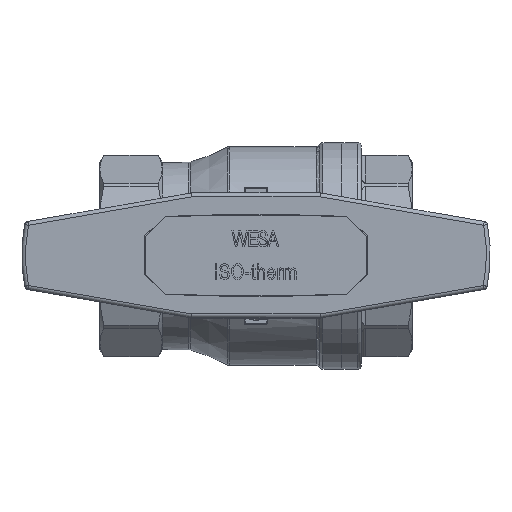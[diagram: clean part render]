
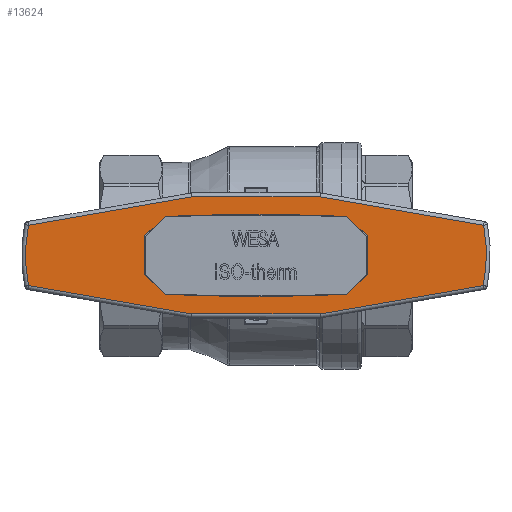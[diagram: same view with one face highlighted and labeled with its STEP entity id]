
A CAD part, top view. The second image highlights one B-rep face of the part: STEP entity #13624.
In plain terms, the highlighted planar face has unit normal (0, 0, 1).
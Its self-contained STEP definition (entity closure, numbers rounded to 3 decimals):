
#474=LINE('',#21810,#1972);
#477=LINE('',#21816,#1975);
#482=LINE('',#21830,#1980);
#484=LINE('',#21833,#1982);
#520=LINE('',#21932,#2018);
#521=LINE('',#21934,#2019);
#522=LINE('',#21936,#2020);
#523=LINE('',#21939,#2021);
#524=LINE('',#21941,#2022);
#525=LINE('',#21945,#2023);
#526=LINE('',#21947,#2024);
#527=LINE('',#21949,#2025);
#1972=VECTOR('',#17575,1000.);
#1975=VECTOR('',#17580,1000.);
#1980=VECTOR('',#17593,1000.);
#1982=VECTOR('',#17597,1000.);
#2018=VECTOR('',#17693,1000.);
#2019=VECTOR('',#17696,1000.);
#2020=VECTOR('',#17699,1000.);
#2021=VECTOR('',#17700,1000.);
#2022=VECTOR('',#17701,1000.);
#2023=VECTOR('',#17704,1000.);
#2024=VECTOR('',#17705,1000.);
#2025=VECTOR('',#17706,1000.);
#3957=ORIENTED_EDGE('',*,*,#7774,.F.);
#3958=ORIENTED_EDGE('',*,*,#7775,.T.);
#3959=ORIENTED_EDGE('',*,*,#7776,.F.);
#3960=ORIENTED_EDGE('',*,*,#7777,.T.);
#3961=ORIENTED_EDGE('',*,*,#7778,.F.);
#3962=ORIENTED_EDGE('',*,*,#7779,.F.);
#3963=ORIENTED_EDGE('',*,*,#7780,.F.);
#3964=ORIENTED_EDGE('',*,*,#7781,.T.);
#3965=ORIENTED_EDGE('',*,*,#7719,.F.);
#3966=ORIENTED_EDGE('',*,*,#7722,.F.);
#3967=ORIENTED_EDGE('',*,*,#7724,.F.);
#3968=ORIENTED_EDGE('',*,*,#7715,.F.);
#3969=ORIENTED_EDGE('',*,*,#7710,.T.);
#3970=ORIENTED_EDGE('',*,*,#7712,.F.);
#3971=ORIENTED_EDGE('',*,*,#7773,.F.);
#3972=ORIENTED_EDGE('',*,*,#7772,.F.);
#7710=EDGE_CURVE('',#9664,#9666,#10894,.T.);
#7712=EDGE_CURVE('',#9667,#9666,#474,.T.);
#7715=EDGE_CURVE('',#9664,#9669,#477,.T.);
#7719=EDGE_CURVE('',#9672,#9670,#10896,.T.);
#7722=EDGE_CURVE('',#9674,#9672,#482,.T.);
#7724=EDGE_CURVE('',#9669,#9674,#484,.T.);
#7772=EDGE_CURVE('',#9670,#9707,#520,.T.);
#7773=EDGE_CURVE('',#9707,#9667,#521,.T.);
#7774=EDGE_CURVE('',#9708,#9709,#522,.T.);
#7775=EDGE_CURVE('',#9708,#9710,#523,.T.);
#7776=EDGE_CURVE('',#9711,#9710,#524,.T.);
#7777=EDGE_CURVE('',#9711,#9712,#10909,.T.);
#7778=EDGE_CURVE('',#9713,#9712,#525,.T.);
#7779=EDGE_CURVE('',#9714,#9713,#526,.T.);
#7780=EDGE_CURVE('',#9715,#9714,#527,.T.);
#7781=EDGE_CURVE('',#9715,#9709,#10910,.T.);
#9664=VERTEX_POINT('',#21801);
#9666=VERTEX_POINT('',#21805);
#9667=VERTEX_POINT('',#21809);
#9669=VERTEX_POINT('',#21814);
#9670=VERTEX_POINT('',#21819);
#9672=VERTEX_POINT('',#21823);
#9674=VERTEX_POINT('',#21829);
#9707=VERTEX_POINT('',#21931);
#9708=VERTEX_POINT('',#21937);
#9709=VERTEX_POINT('',#21938);
#9710=VERTEX_POINT('',#21940);
#9711=VERTEX_POINT('',#21942);
#9712=VERTEX_POINT('',#21944);
#9713=VERTEX_POINT('',#21946);
#9714=VERTEX_POINT('',#21948);
#9715=VERTEX_POINT('',#21950);
#10894=CIRCLE('',#16136,538.206);
#10896=CIRCLE('',#16141,538.206);
#10909=CIRCLE('',#16176,40.25);
#10910=CIRCLE('',#16177,40.25);
#11264=EDGE_LOOP('',(#3957,#3958,#3959,#3960,#3961,#3962,#3963,#3964));
#11265=EDGE_LOOP('',(#3965,#3966,#3967,#3968,#3969,#3970,#3971,#3972));
#12166=FACE_BOUND('',#11264,.T.);
#12167=FACE_BOUND('',#11265,.T.);
#13033=PLANE('',#16175);
#13624=ADVANCED_FACE('',(#12166,#12167),#13033,.T.);
#16136=AXIS2_PLACEMENT_3D('',#21806,#17570,#17571);
#16141=AXIS2_PLACEMENT_3D('',#21824,#17587,#17588);
#16175=AXIS2_PLACEMENT_3D('',#21935,#17697,#17698);
#16176=AXIS2_PLACEMENT_3D('',#21943,#17702,#17703);
#16177=AXIS2_PLACEMENT_3D('',#21951,#17707,#17708);
#17570=DIRECTION('',(0.,0.,-1.));
#17571=DIRECTION('',(0.,1.,0.));
#17575=DIRECTION('',(0.686,0.728,0.));
#17580=DIRECTION('',(-0.686,0.728,0.));
#17587=DIRECTION('',(0.,0.,1.));
#17588=DIRECTION('',(0.,1.,0.));
#17593=DIRECTION('',(-0.686,-0.728,0.));
#17597=DIRECTION('',(-1.,0.,0.));
#17693=DIRECTION('',(0.686,-0.728,0.));
#17696=DIRECTION('',(1.,0.,0.));
#17697=DIRECTION('',(0.,0.,1.));
#17698=DIRECTION('',(1.,0.,0.));
#17699=DIRECTION('',(-0.172,-0.985,0.));
#17700=DIRECTION('',(0.,1.,0.));
#17701=DIRECTION('',(0.172,-0.985,0.));
#17702=DIRECTION('',(0.,0.,1.));
#17703=DIRECTION('',(0.,1.,0.));
#17704=DIRECTION('',(0.172,0.985,0.));
#17705=DIRECTION('',(0.,1.,0.));
#17706=DIRECTION('',(-0.172,0.985,0.));
#17707=DIRECTION('',(0.,0.,1.));
#17708=DIRECTION('',(0.,1.,0.));
#21801=CARTESIAN_POINT('',(10.,23.194,51.5));
#21805=CARTESIAN_POINT('',(10.,-23.194,51.5));
#21806=CARTESIAN_POINT('',(-527.706,0.,51.5));
#21809=CARTESIAN_POINT('',(5.,-28.5,51.5));
#21810=CARTESIAN_POINT('',(31.856,0.,51.5));
#21814=CARTESIAN_POINT('',(5.,28.5,51.5));
#21816=CARTESIAN_POINT('',(31.856,0.,51.5));
#21819=CARTESIAN_POINT('',(-10.,-23.194,51.5));
#21823=CARTESIAN_POINT('',(-10.,23.194,51.5));
#21824=CARTESIAN_POINT('',(527.706,0.,51.5));
#21829=CARTESIAN_POINT('',(-5.,28.5,51.5));
#21830=CARTESIAN_POINT('',(-31.856,0.,51.5));
#21833=CARTESIAN_POINT('',(0.,28.5,51.5));
#21931=CARTESIAN_POINT('',(-5.,-28.5,51.5));
#21932=CARTESIAN_POINT('',(-31.856,0.,51.5));
#21934=CARTESIAN_POINT('',(0.,-28.5,51.5));
#21935=CARTESIAN_POINT('',(0.,0.,51.5));
#21936=CARTESIAN_POINT('',(17.859,0.,51.5));
#21937=CARTESIAN_POINT('',(15.,-16.414,51.5));
#21938=CARTESIAN_POINT('',(7.714,-58.248,51.5));
#21939=CARTESIAN_POINT('',(15.,0.,51.5));
#21940=CARTESIAN_POINT('',(15.,16.414,51.5));
#21941=CARTESIAN_POINT('',(17.859,0.,51.5));
#21942=CARTESIAN_POINT('',(7.722,58.203,51.5));
#21943=CARTESIAN_POINT('',(-0.243,18.748,51.5));
#21944=CARTESIAN_POINT('',(-7.704,58.301,51.5));
#21945=CARTESIAN_POINT('',(-17.859,0.,51.5));
#21946=CARTESIAN_POINT('',(-15.,16.414,51.5));
#21947=CARTESIAN_POINT('',(-15.,0.,51.5));
#21948=CARTESIAN_POINT('',(-15.,-16.414,51.5));
#21949=CARTESIAN_POINT('',(-17.859,0.,51.5));
#21950=CARTESIAN_POINT('',(-7.711,-58.261,51.5));
#21951=CARTESIAN_POINT('',(-0.033,-18.75,51.5));
